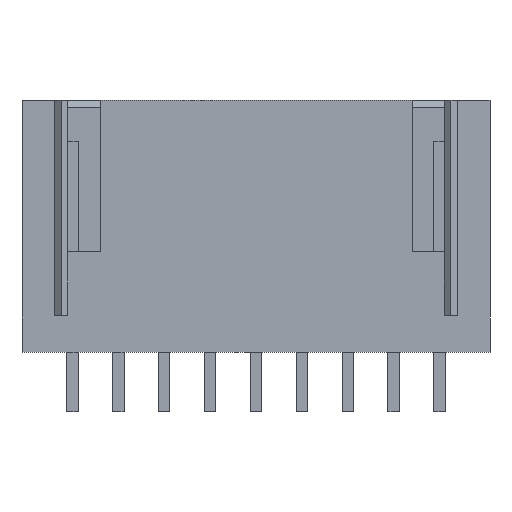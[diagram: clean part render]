
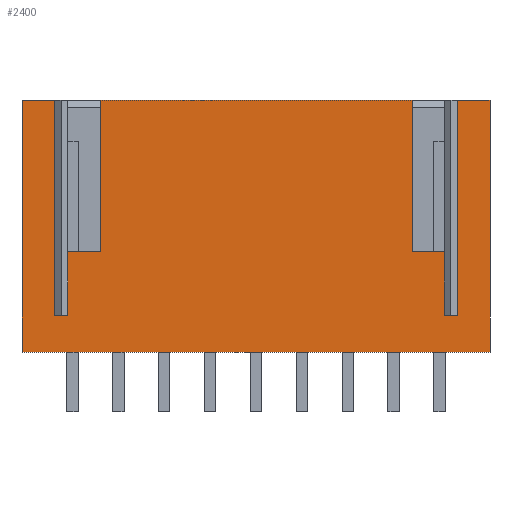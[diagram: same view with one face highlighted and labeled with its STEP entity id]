
A CAD part, front view. The second image highlights one B-rep face of the part: STEP entity #2400.
In plain terms, the highlighted planar face has unit normal (0, -1, 0).
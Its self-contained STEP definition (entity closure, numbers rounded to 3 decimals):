
#84=DIRECTION('',(0.,0.,-1.));
#85=VECTOR('',#84,13.945);
#86=CARTESIAN_POINT('',(-12.954,-2.718,0.));
#87=LINE('',#86,#85);
#268=DIRECTION('',(1.,0.,0.));
#269=VECTOR('',#268,25.908);
#270=CARTESIAN_POINT('',(-12.954,-2.718,-13.945));
#271=LINE('',#270,#269);
#416=DIRECTION('',(1.,0.,0.));
#417=VECTOR('',#416,0.762);
#418=CARTESIAN_POINT('',(-11.176,-2.718,-11.913));
#419=LINE('',#418,#417);
#420=DIRECTION('',(0.,0.,-1.));
#421=VECTOR('',#420,3.531);
#422=CARTESIAN_POINT('',(-10.414,-2.718,-8.382));
#423=LINE('',#422,#421);
#424=DIRECTION('',(1.,0.,0.));
#425=VECTOR('',#424,1.778);
#426=CARTESIAN_POINT('',(-10.414,-2.718,-8.382));
#427=LINE('',#426,#425);
#428=DIRECTION('',(0.,0.,-1.));
#429=VECTOR('',#428,8.382);
#430=CARTESIAN_POINT('',(-8.636,-2.718,0.));
#431=LINE('',#430,#429);
#432=DIRECTION('',(1.,0.,0.));
#433=VECTOR('',#432,17.272);
#434=CARTESIAN_POINT('',(-8.636,-2.718,0.));
#435=LINE('',#434,#433);
#436=DIRECTION('',(0.,0.,-1.));
#437=VECTOR('',#436,8.382);
#438=CARTESIAN_POINT('',(8.636,-2.718,0.));
#439=LINE('',#438,#437);
#440=DIRECTION('',(1.,0.,0.));
#441=VECTOR('',#440,1.778);
#442=CARTESIAN_POINT('',(8.636,-2.718,-8.382));
#443=LINE('',#442,#441);
#444=DIRECTION('',(0.,0.,-1.));
#445=VECTOR('',#444,3.531);
#446=CARTESIAN_POINT('',(10.414,-2.718,-8.382));
#447=LINE('',#446,#445);
#448=DIRECTION('',(1.,0.,0.));
#449=VECTOR('',#448,0.762);
#450=CARTESIAN_POINT('',(10.414,-2.718,-11.913));
#451=LINE('',#450,#449);
#452=DIRECTION('',(0.,0.,-1.));
#453=VECTOR('',#452,11.913);
#454=CARTESIAN_POINT('',(11.176,-2.718,0.));
#455=LINE('',#454,#453);
#456=DIRECTION('',(1.,0.,0.));
#457=VECTOR('',#456,1.778);
#458=CARTESIAN_POINT('',(11.176,-2.718,0.));
#459=LINE('',#458,#457);
#460=DIRECTION('',(1.,0.,0.));
#461=VECTOR('',#460,1.778);
#462=CARTESIAN_POINT('',(-12.954,-2.718,0.));
#463=LINE('',#462,#461);
#464=DIRECTION('',(0.,0.,-1.));
#465=VECTOR('',#464,11.913);
#466=CARTESIAN_POINT('',(-11.176,-2.718,0.));
#467=LINE('',#466,#465);
#1464=DIRECTION('',(0.,0.,-1.));
#1465=VECTOR('',#1464,13.945);
#1466=CARTESIAN_POINT('',(12.954,-2.718,0.));
#1467=LINE('',#1466,#1465);
#1520=CARTESIAN_POINT('',(-12.954,-2.718,0.));
#1521=CARTESIAN_POINT('',(-12.954,-2.718,-13.945));
#1522=VERTEX_POINT('',#1520);
#1523=VERTEX_POINT('',#1521);
#1528=CARTESIAN_POINT('',(12.954,-2.718,0.));
#1529=CARTESIAN_POINT('',(12.954,-2.718,-13.945));
#1530=VERTEX_POINT('',#1528);
#1531=VERTEX_POINT('',#1529);
#1648=CARTESIAN_POINT('',(-8.636,-2.718,0.));
#1650=VERTEX_POINT('',#1648);
#1652=CARTESIAN_POINT('',(-8.636,-2.718,-8.382));
#1653=VERTEX_POINT('',#1652);
#1668=CARTESIAN_POINT('',(8.636,-2.718,0.));
#1669=VERTEX_POINT('',#1668);
#1678=CARTESIAN_POINT('',(-11.176,-2.718,-11.913));
#1679=CARTESIAN_POINT('',(-10.414,-2.718,-11.913));
#1680=VERTEX_POINT('',#1678);
#1681=VERTEX_POINT('',#1679);
#1682=CARTESIAN_POINT('',(10.414,-2.718,-11.913));
#1683=CARTESIAN_POINT('',(11.176,-2.718,-11.913));
#1684=VERTEX_POINT('',#1682);
#1685=VERTEX_POINT('',#1683);
#1688=CARTESIAN_POINT('',(-10.414,-2.718,-8.382));
#1689=VERTEX_POINT('',#1688);
#1690=CARTESIAN_POINT('',(8.636,-2.718,-8.382));
#1691=CARTESIAN_POINT('',(10.414,-2.718,-8.382));
#1692=VERTEX_POINT('',#1690);
#1693=VERTEX_POINT('',#1691);
#1694=CARTESIAN_POINT('',(-11.176,-2.718,0.));
#1695=VERTEX_POINT('',#1694);
#1696=CARTESIAN_POINT('',(11.176,-2.718,0.));
#1697=VERTEX_POINT('',#1696);
#2366=CARTESIAN_POINT('',(-12.954,-2.718,0.));
#2367=DIRECTION('',(0.,-1.,0.));
#2368=DIRECTION('',(0.,0.,-1.));
#2369=AXIS2_PLACEMENT_3D('',#2366,#2367,#2368);
#2370=PLANE('',#2369);
#2372=ORIENTED_EDGE('',*,*,#2371,.T.);
#2374=ORIENTED_EDGE('',*,*,#2373,.F.);
#2376=ORIENTED_EDGE('',*,*,#2375,.T.);
#2378=ORIENTED_EDGE('',*,*,#2377,.F.);
#2379=ORIENTED_EDGE('',*,*,#2178,.T.);
#2381=ORIENTED_EDGE('',*,*,#2380,.T.);
#2383=ORIENTED_EDGE('',*,*,#2382,.T.);
#2385=ORIENTED_EDGE('',*,*,#2384,.T.);
#2387=ORIENTED_EDGE('',*,*,#2386,.T.);
#2389=ORIENTED_EDGE('',*,*,#2388,.F.);
#2390=ORIENTED_EDGE('',*,*,#2211,.T.);
#2392=ORIENTED_EDGE('',*,*,#2391,.T.);
#2393=ORIENTED_EDGE('',*,*,#2268,.F.);
#2394=ORIENTED_EDGE('',*,*,#2007,.F.);
#2395=ORIENTED_EDGE('',*,*,#2194,.T.);
#2397=ORIENTED_EDGE('',*,*,#2396,.T.);
#2398=EDGE_LOOP('',(#2372,#2374,#2376,#2378,#2379,#2381,#2383,#2385,#2387,#2389,
#2390,#2392,#2393,#2394,#2395,#2397));
#2399=FACE_OUTER_BOUND('',#2398,.F.);
#2400=ADVANCED_FACE('',(#2399),#2370,.T.);
#2007=EDGE_CURVE('',#1522,#1523,#87,.T.);
#2178=EDGE_CURVE('',#1650,#1669,#435,.T.);
#2194=EDGE_CURVE('',#1522,#1695,#463,.T.);
#2211=EDGE_CURVE('',#1697,#1530,#459,.T.);
#2268=EDGE_CURVE('',#1523,#1531,#271,.T.);
#2371=EDGE_CURVE('',#1680,#1681,#419,.T.);
#2373=EDGE_CURVE('',#1689,#1681,#423,.T.);
#2375=EDGE_CURVE('',#1689,#1653,#427,.T.);
#2377=EDGE_CURVE('',#1650,#1653,#431,.T.);
#2380=EDGE_CURVE('',#1669,#1692,#439,.T.);
#2382=EDGE_CURVE('',#1692,#1693,#443,.T.);
#2384=EDGE_CURVE('',#1693,#1684,#447,.T.);
#2386=EDGE_CURVE('',#1684,#1685,#451,.T.);
#2388=EDGE_CURVE('',#1697,#1685,#455,.T.);
#2391=EDGE_CURVE('',#1530,#1531,#1467,.T.);
#2396=EDGE_CURVE('',#1695,#1680,#467,.T.);
